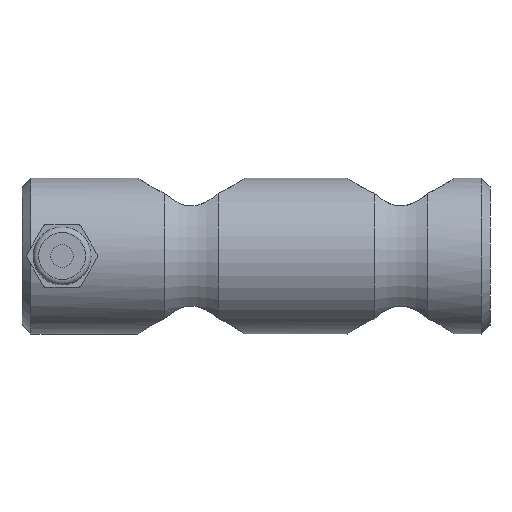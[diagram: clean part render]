
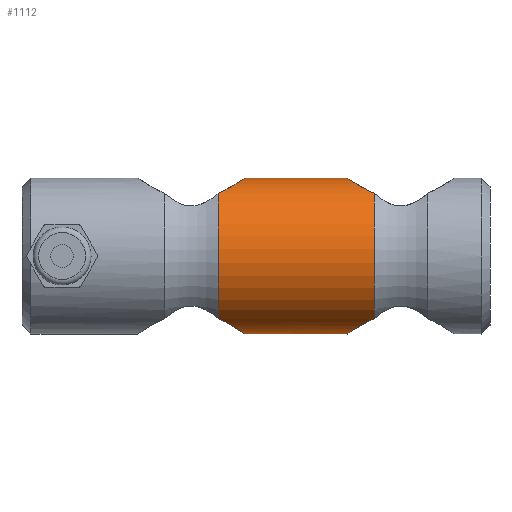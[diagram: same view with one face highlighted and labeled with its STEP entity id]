
A CAD part, front view. The second image highlights one B-rep face of the part: STEP entity #1112.
In plain terms, the highlighted cylindrical face has radius 17.5 mm (diameter 35 mm), a full revolution.
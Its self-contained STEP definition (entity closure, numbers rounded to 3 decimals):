
#64=LINE('',#1974,#133);
#133=VECTOR('',#1384,17.5);
#200=CYLINDRICAL_SURFACE('',#1207,17.5);
#230=FACE_OUTER_BOUND('',#295,.T.);
#295=EDGE_LOOP('',(#806,#807,#808,#809,#810,#811,#812,#813,#814,#815,#816,
#817,#818));
#361=CIRCLE('',#1186,17.5);
#362=CIRCLE('',#1188,17.5);
#365=CIRCLE('',#1192,17.5);
#366=CIRCLE('',#1194,17.5);
#449=B_SPLINE_CURVE_WITH_KNOTS('',3,(#1838,#1839,#1840,#1841,#1842,#1843,
#1844,#1845,#1846,#1847),.UNSPECIFIED.,.F.,.F.,(4,2,2,2,4),(5.668,
5.903,6.137,6.607,6.933),
 .UNSPECIFIED.);
#452=B_SPLINE_CURVE_WITH_KNOTS('',3,(#1869,#1870,#1871,#1872,#1873,#1874,
#1875,#1876,#1877,#1878),.UNSPECIFIED.,.F.,.F.,(4,2,2,2,4),(4.403,
4.729,5.199,5.433,5.668),
 .UNSPECIFIED.);
#454=B_SPLINE_CURVE_WITH_KNOTS('',3,(#1897,#1898,#1899,#1900,#1901,#1902,
#1903,#1904,#1905,#1906),.UNSPECIFIED.,.F.,.F.,(4,2,2,2,4),(-1.889,
-1.655,-1.42,-0.951,-0.625),
 .UNSPECIFIED.);
#455=B_SPLINE_CURVE_WITH_KNOTS('',3,(#1907,#1908,#1909,#1910,#1911,#1912,
#1913,#1914,#1915,#1916),.UNSPECIFIED.,.F.,.F.,(4,2,2,2,4),(-3.154,
-2.828,-2.359,-2.124,-1.889),
 .UNSPECIFIED.);
#459=B_SPLINE_CURVE_WITH_KNOTS('',3,(#1964,#1965,#1966,#1967,#1968,#1969,
#1970,#1971,#1972,#1973),.UNSPECIFIED.,.F.,.F.,(4,2,2,2,4),(-6.933,
-6.607,-6.137,-5.903,-5.668),
 .UNSPECIFIED.);
#460=B_SPLINE_CURVE_WITH_KNOTS('',3,(#1975,#1976,#1977,#1978,#1979,#1980,
#1981,#1982,#1983,#1984,#1985,#1986,#1987,#1988,#1989,#1990,#1991,#1992),
 .UNSPECIFIED.,.F.,.F.,(4,2,2,2,2,2,2,2,4),(4.403,4.729,
5.199,5.433,5.668,5.903,6.137,
6.607,6.933),.UNSPECIFIED.);
#461=B_SPLINE_CURVE_WITH_KNOTS('',3,(#1993,#1994,#1995,#1996,#1997,#1998,
#1999,#2000,#2001,#2002),.UNSPECIFIED.,.F.,.F.,(4,2,2,2,4),(-5.668,
-5.433,-5.199,-4.729,-4.403),
 .UNSPECIFIED.);
#464=VERTEX_POINT('',#1693);
#466=VERTEX_POINT('',#1710);
#467=VERTEX_POINT('',#1727);
#469=VERTEX_POINT('',#1743);
#472=VERTEX_POINT('',#1763);
#474=VERTEX_POINT('',#1780);
#475=VERTEX_POINT('',#1797);
#477=VERTEX_POINT('',#1813);
#481=VERTEX_POINT('',#1836);
#486=VERTEX_POINT('',#1896);
#494=VERTEX_POINT('',#1963);
#587=EDGE_CURVE('',#464,#466,#361,.T.);
#589=EDGE_CURVE('',#467,#469,#362,.T.);
#595=EDGE_CURVE('',#472,#474,#365,.T.);
#597=EDGE_CURVE('',#475,#477,#366,.T.);
#603=EDGE_CURVE('',#481,#467,#449,.T.);
#606=EDGE_CURVE('',#477,#481,#452,.T.);
#611=EDGE_CURVE('',#464,#486,#454,.F.);
#612=EDGE_CURVE('',#486,#474,#455,.F.);
#623=EDGE_CURVE('',#469,#494,#459,.T.);
#624=EDGE_CURVE('',#481,#486,#64,.T.);
#625=EDGE_CURVE('',#472,#466,#460,.T.);
#626=EDGE_CURVE('',#494,#475,#461,.T.);
#806=ORIENTED_EDGE('',*,*,#623,.F.);
#807=ORIENTED_EDGE('',*,*,#589,.F.);
#808=ORIENTED_EDGE('',*,*,#603,.F.);
#809=ORIENTED_EDGE('',*,*,#624,.T.);
#810=ORIENTED_EDGE('',*,*,#611,.F.);
#811=ORIENTED_EDGE('',*,*,#587,.T.);
#812=ORIENTED_EDGE('',*,*,#625,.F.);
#813=ORIENTED_EDGE('',*,*,#595,.T.);
#814=ORIENTED_EDGE('',*,*,#612,.F.);
#815=ORIENTED_EDGE('',*,*,#624,.F.);
#816=ORIENTED_EDGE('',*,*,#606,.F.);
#817=ORIENTED_EDGE('',*,*,#597,.F.);
#818=ORIENTED_EDGE('',*,*,#626,.F.);
#1112=ADVANCED_FACE('',(#230),#200,.T.);
#1186=AXIS2_PLACEMENT_3D('',#1725,#1335,#1336);
#1188=AXIS2_PLACEMENT_3D('',#1744,#1339,#1340);
#1192=AXIS2_PLACEMENT_3D('',#1795,#1347,#1348);
#1194=AXIS2_PLACEMENT_3D('',#1814,#1351,#1352);
#1207=AXIS2_PLACEMENT_3D('',#1962,#1382,#1383);
#1335=DIRECTION('center_axis',(1.,0.,0.));
#1336=DIRECTION('ref_axis',(0.,0.,-1.));
#1339=DIRECTION('center_axis',(1.,0.,0.));
#1340=DIRECTION('ref_axis',(0.,0.,-1.));
#1347=DIRECTION('center_axis',(1.,0.,0.));
#1348=DIRECTION('ref_axis',(0.,0.,-1.));
#1351=DIRECTION('center_axis',(1.,0.,0.));
#1352=DIRECTION('ref_axis',(0.,0.,-1.));
#1382=DIRECTION('center_axis',(1.,0.,0.));
#1383=DIRECTION('ref_axis',(0.,0.,-1.));
#1384=DIRECTION('',(-1.,0.,0.));
#1693=CARTESIAN_POINT('',(43.998,-10.393,14.079));
#1710=CARTESIAN_POINT('',(43.998,-10.393,-14.079));
#1725=CARTESIAN_POINT('Origin',(43.998,0.,0.));
#1727=CARTESIAN_POINT('',(79.002,-10.393,14.079));
#1743=CARTESIAN_POINT('',(79.002,-10.393,-14.079));
#1744=CARTESIAN_POINT('Origin',(79.002,0.,0.));
#1763=CARTESIAN_POINT('',(43.998,10.393,-14.079));
#1780=CARTESIAN_POINT('',(43.998,10.393,14.079));
#1795=CARTESIAN_POINT('Origin',(43.998,0.,0.));
#1797=CARTESIAN_POINT('',(79.002,10.393,-14.079));
#1813=CARTESIAN_POINT('',(79.002,10.393,14.079));
#1814=CARTESIAN_POINT('Origin',(79.002,0.,0.));
#1836=CARTESIAN_POINT('',(73.,0.,17.5));
#1838=CARTESIAN_POINT('Ctrl Pts',(73.,0.,17.5));
#1839=CARTESIAN_POINT('Ctrl Pts',(73.,-0.782,17.5));
#1840=CARTESIAN_POINT('Ctrl Pts',(73.078,-1.583,17.446));
#1841=CARTESIAN_POINT('Ctrl Pts',(73.395,-3.158,17.231));
#1842=CARTESIAN_POINT('Ctrl Pts',(73.635,-3.934,17.069));
#1843=CARTESIAN_POINT('Ctrl Pts',(74.568,-6.142,16.458));
#1844=CARTESIAN_POINT('Ctrl Pts',(75.485,-7.455,15.876));
#1845=CARTESIAN_POINT('Ctrl Pts',(77.23,-9.201,14.908));
#1846=CARTESIAN_POINT('Ctrl Pts',(78.071,-9.856,14.476));
#1847=CARTESIAN_POINT('Ctrl Pts',(79.002,-10.393,14.079));
#1869=CARTESIAN_POINT('Ctrl Pts',(79.002,10.393,14.079));
#1870=CARTESIAN_POINT('Ctrl Pts',(78.071,9.856,14.476));
#1871=CARTESIAN_POINT('Ctrl Pts',(77.23,9.201,14.908));
#1872=CARTESIAN_POINT('Ctrl Pts',(75.485,7.455,15.876));
#1873=CARTESIAN_POINT('Ctrl Pts',(74.568,6.142,16.458));
#1874=CARTESIAN_POINT('Ctrl Pts',(73.635,3.934,17.069));
#1875=CARTESIAN_POINT('Ctrl Pts',(73.395,3.158,17.231));
#1876=CARTESIAN_POINT('Ctrl Pts',(73.078,1.583,17.446));
#1877=CARTESIAN_POINT('Ctrl Pts',(73.,0.782,17.5));
#1878=CARTESIAN_POINT('Ctrl Pts',(73.,0.,17.5));
#1896=CARTESIAN_POINT('',(50.,0.,17.5));
#1897=CARTESIAN_POINT('Ctrl Pts',(50.,0.,17.5));
#1898=CARTESIAN_POINT('Ctrl Pts',(50.,-0.782,17.5));
#1899=CARTESIAN_POINT('Ctrl Pts',(49.922,-1.583,17.446));
#1900=CARTESIAN_POINT('Ctrl Pts',(49.605,-3.158,17.231));
#1901=CARTESIAN_POINT('Ctrl Pts',(49.365,-3.934,17.069));
#1902=CARTESIAN_POINT('Ctrl Pts',(48.432,-6.142,16.458));
#1903=CARTESIAN_POINT('Ctrl Pts',(47.515,-7.455,15.876));
#1904=CARTESIAN_POINT('Ctrl Pts',(45.77,-9.201,14.908));
#1905=CARTESIAN_POINT('Ctrl Pts',(44.929,-9.856,14.476));
#1906=CARTESIAN_POINT('Ctrl Pts',(43.998,-10.393,14.079));
#1907=CARTESIAN_POINT('Ctrl Pts',(43.998,10.393,14.079));
#1908=CARTESIAN_POINT('Ctrl Pts',(44.929,9.856,14.476));
#1909=CARTESIAN_POINT('Ctrl Pts',(45.77,9.201,14.908));
#1910=CARTESIAN_POINT('Ctrl Pts',(47.515,7.455,15.876));
#1911=CARTESIAN_POINT('Ctrl Pts',(48.432,6.142,16.458));
#1912=CARTESIAN_POINT('Ctrl Pts',(49.365,3.934,17.069));
#1913=CARTESIAN_POINT('Ctrl Pts',(49.605,3.158,17.231));
#1914=CARTESIAN_POINT('Ctrl Pts',(49.922,1.583,17.446));
#1915=CARTESIAN_POINT('Ctrl Pts',(50.,0.782,17.5));
#1916=CARTESIAN_POINT('Ctrl Pts',(50.,0.,17.5));
#1962=CARTESIAN_POINT('Origin',(99.441,0.,0.));
#1963=CARTESIAN_POINT('',(73.,0.,-17.5));
#1964=CARTESIAN_POINT('Ctrl Pts',(79.002,-10.393,-14.079));
#1965=CARTESIAN_POINT('Ctrl Pts',(78.071,-9.856,-14.476));
#1966=CARTESIAN_POINT('Ctrl Pts',(77.23,-9.201,-14.908));
#1967=CARTESIAN_POINT('Ctrl Pts',(75.485,-7.455,-15.876));
#1968=CARTESIAN_POINT('Ctrl Pts',(74.568,-6.142,-16.458));
#1969=CARTESIAN_POINT('Ctrl Pts',(73.635,-3.934,-17.069));
#1970=CARTESIAN_POINT('Ctrl Pts',(73.395,-3.158,-17.231));
#1971=CARTESIAN_POINT('Ctrl Pts',(73.078,-1.583,-17.446));
#1972=CARTESIAN_POINT('Ctrl Pts',(73.,-0.782,-17.5));
#1973=CARTESIAN_POINT('Ctrl Pts',(73.,0.,-17.5));
#1974=CARTESIAN_POINT('',(99.441,0.,17.5));
#1975=CARTESIAN_POINT('Ctrl Pts',(43.998,10.393,-14.079));
#1976=CARTESIAN_POINT('Ctrl Pts',(44.929,9.856,-14.476));
#1977=CARTESIAN_POINT('Ctrl Pts',(45.77,9.201,-14.908));
#1978=CARTESIAN_POINT('Ctrl Pts',(47.515,7.455,-15.876));
#1979=CARTESIAN_POINT('Ctrl Pts',(48.432,6.142,-16.458));
#1980=CARTESIAN_POINT('Ctrl Pts',(49.365,3.934,-17.069));
#1981=CARTESIAN_POINT('Ctrl Pts',(49.605,3.158,-17.231));
#1982=CARTESIAN_POINT('Ctrl Pts',(49.922,1.583,-17.446));
#1983=CARTESIAN_POINT('Ctrl Pts',(50.,0.782,-17.5));
#1984=CARTESIAN_POINT('Ctrl Pts',(50.,-0.782,-17.5));
#1985=CARTESIAN_POINT('Ctrl Pts',(49.922,-1.583,-17.446));
#1986=CARTESIAN_POINT('Ctrl Pts',(49.605,-3.158,-17.231));
#1987=CARTESIAN_POINT('Ctrl Pts',(49.365,-3.934,-17.069));
#1988=CARTESIAN_POINT('Ctrl Pts',(48.432,-6.142,-16.458));
#1989=CARTESIAN_POINT('Ctrl Pts',(47.515,-7.455,-15.876));
#1990=CARTESIAN_POINT('Ctrl Pts',(45.77,-9.201,-14.908));
#1991=CARTESIAN_POINT('Ctrl Pts',(44.929,-9.856,-14.476));
#1992=CARTESIAN_POINT('Ctrl Pts',(43.998,-10.393,-14.079));
#1993=CARTESIAN_POINT('Ctrl Pts',(73.,0.,-17.5));
#1994=CARTESIAN_POINT('Ctrl Pts',(73.,0.782,-17.5));
#1995=CARTESIAN_POINT('Ctrl Pts',(73.078,1.583,-17.446));
#1996=CARTESIAN_POINT('Ctrl Pts',(73.395,3.158,-17.231));
#1997=CARTESIAN_POINT('Ctrl Pts',(73.635,3.934,-17.069));
#1998=CARTESIAN_POINT('Ctrl Pts',(74.568,6.142,-16.458));
#1999=CARTESIAN_POINT('Ctrl Pts',(75.485,7.455,-15.876));
#2000=CARTESIAN_POINT('Ctrl Pts',(77.23,9.201,-14.908));
#2001=CARTESIAN_POINT('Ctrl Pts',(78.071,9.856,-14.476));
#2002=CARTESIAN_POINT('Ctrl Pts',(79.002,10.393,-14.079));
